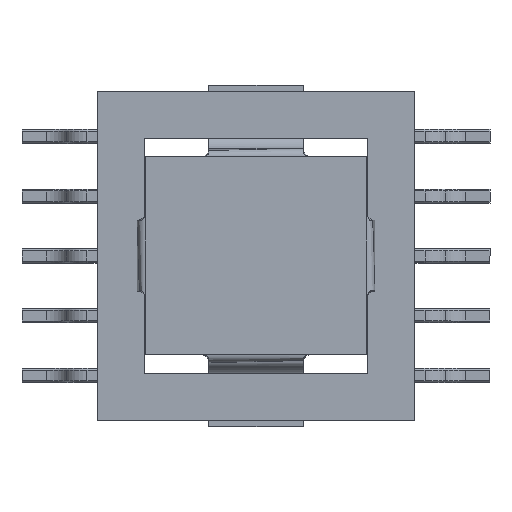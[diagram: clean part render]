
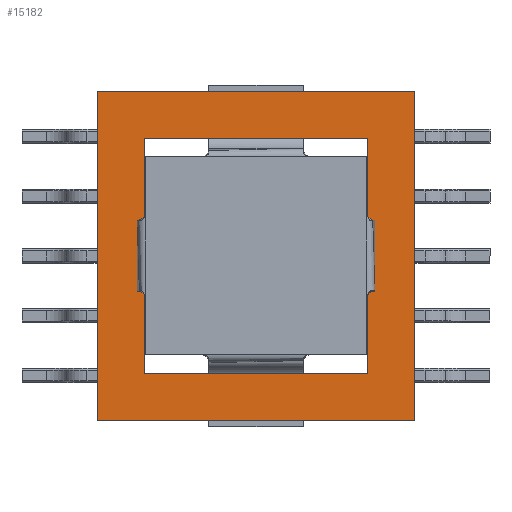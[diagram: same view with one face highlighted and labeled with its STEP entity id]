
A CAD part, top view. The second image highlights one B-rep face of the part: STEP entity #15182.
In plain terms, the highlighted planar face has unit normal (0, 0, 1).
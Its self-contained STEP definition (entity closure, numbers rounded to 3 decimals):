
#212 = CARTESIAN_POINT ( 'NONE',  ( -6.75, 7., 5. ) ) ;
#259 = ORIENTED_EDGE ( 'NONE', *, *, #3749, .T. ) ;
#401 = EDGE_CURVE ( 'NONE', #15130, #9164, #6756, .T. ) ;
#532 = VECTOR ( 'NONE', #14792, 1000. ) ;
#1142 = EDGE_CURVE ( 'NONE', #13645, #15448, #13432, .T. ) ;
#1333 = DIRECTION ( 'NONE',  ( 0., -1., 0. ) ) ;
#1465 = CARTESIAN_POINT ( 'NONE',  ( 4.75, 5., 5. ) ) ;
#1662 = CARTESIAN_POINT ( 'NONE',  ( 4.75, 0., 5. ) ) ;
#1719 = DIRECTION ( 'NONE',  ( 0., -1., 0. ) ) ;
#2302 = VERTEX_POINT ( 'NONE', #212 ) ;
#2477 = ORIENTED_EDGE ( 'NONE', *, *, #1142, .T. ) ;
#2796 = LINE ( 'NONE', #7303, #6594 ) ;
#3749 = EDGE_CURVE ( 'NONE', #13123, #9621, #4810, .T. ) ;
#4383 = LINE ( 'NONE', #1662, #12641 ) ;
#4394 = DIRECTION ( 'NONE',  ( 1., 0., 0. ) ) ;
#4533 = FACE_BOUND ( 'NONE', #13657, .T. ) ;
#4662 = ORIENTED_EDGE ( 'NONE', *, *, #9403, .T. ) ;
#4810 = LINE ( 'NONE', #6083, #5582 ) ;
#4874 = ORIENTED_EDGE ( 'NONE', *, *, #12134, .T. ) ;
#5004 = VECTOR ( 'NONE', #13512, 1000. ) ;
#5021 = CARTESIAN_POINT ( 'NONE',  ( 4.75, -5., 5. ) ) ;
#5172 = DIRECTION ( 'NONE',  ( 0., 1., 0. ) ) ;
#5344 = EDGE_CURVE ( 'NONE', #9164, #13645, #4383, .T. ) ;
#5582 = VECTOR ( 'NONE', #11975, 1000. ) ;
#5641 = CARTESIAN_POINT ( 'NONE',  ( 6.75, 7., 5. ) ) ;
#5942 = LINE ( 'NONE', #8786, #7638 ) ;
#6083 = CARTESIAN_POINT ( 'NONE',  ( 6.75, 0., 5. ) ) ;
#6146 = CARTESIAN_POINT ( 'NONE',  ( 0., -5., 5. ) ) ;
#6420 = CARTESIAN_POINT ( 'NONE',  ( 0., -7., 5. ) ) ;
#6549 = LINE ( 'NONE', #10272, #9363 ) ;
#6594 = VECTOR ( 'NONE', #1333, 1000. ) ;
#6756 = LINE ( 'NONE', #10542, #14422 ) ;
#6938 = ORIENTED_EDGE ( 'NONE', *, *, #11615, .T. ) ;
#6940 = LINE ( 'NONE', #6420, #532 ) ;
#7303 = CARTESIAN_POINT ( 'NONE',  ( -6.75, 0., 5. ) ) ;
#7638 = VECTOR ( 'NONE', #5172, 1000. ) ;
#8016 = DIRECTION ( 'NONE',  ( 0., 0., 1. ) ) ;
#8742 = VERTEX_POINT ( 'NONE', #12341 ) ;
#8786 = CARTESIAN_POINT ( 'NONE',  ( -4.75, 0., 5. ) ) ;
#8896 = CARTESIAN_POINT ( 'NONE',  ( -4.75, 5., 5. ) ) ;
#9162 = PLANE ( 'NONE',  #10654 ) ;
#9164 = VERTEX_POINT ( 'NONE', #1465 ) ;
#9363 = VECTOR ( 'NONE', #14819, 1000. ) ;
#9403 = EDGE_CURVE ( 'NONE', #2302, #8742, #2796, .T. ) ;
#9621 = VERTEX_POINT ( 'NONE', #5641 ) ;
#10272 = CARTESIAN_POINT ( 'NONE',  ( 0., 7., 5. ) ) ;
#10542 = CARTESIAN_POINT ( 'NONE',  ( 0., 5., 5. ) ) ;
#10652 = CARTESIAN_POINT ( 'NONE',  ( 0., 0., 5. ) ) ;
#10654 = AXIS2_PLACEMENT_3D ( 'NONE', #10652, #8016, #4394 ) ;
#11106 = EDGE_CURVE ( 'NONE', #8742, #13123, #6940, .T. ) ;
#11615 = EDGE_CURVE ( 'NONE', #9621, #2302, #6549, .T. ) ;
#11791 = DIRECTION ( 'NONE',  ( 1., 0., 0. ) ) ;
#11975 = DIRECTION ( 'NONE',  ( 0., 1., 0. ) ) ;
#12134 = EDGE_CURVE ( 'NONE', #15448, #15130, #5942, .T. ) ;
#12341 = CARTESIAN_POINT ( 'NONE',  ( -6.75, -7., 5. ) ) ;
#12623 = ORIENTED_EDGE ( 'NONE', *, *, #401, .T. ) ;
#12641 = VECTOR ( 'NONE', #1719, 1000. ) ;
#12731 = EDGE_LOOP ( 'NONE', ( #13507, #259, #6938, #4662 ) ) ;
#13123 = VERTEX_POINT ( 'NONE', #13200 ) ;
#13200 = CARTESIAN_POINT ( 'NONE',  ( 6.75, -7., 5. ) ) ;
#13432 = LINE ( 'NONE', #6146, #5004 ) ;
#13482 = CARTESIAN_POINT ( 'NONE',  ( -4.75, -5., 5. ) ) ;
#13507 = ORIENTED_EDGE ( 'NONE', *, *, #11106, .T. ) ;
#13512 = DIRECTION ( 'NONE',  ( -1., 0., 0. ) ) ;
#13645 = VERTEX_POINT ( 'NONE', #5021 ) ;
#13657 = EDGE_LOOP ( 'NONE', ( #4874, #12623, #14377, #2477 ) ) ;
#14377 = ORIENTED_EDGE ( 'NONE', *, *, #5344, .T. ) ;
#14422 = VECTOR ( 'NONE', #11791, 1000. ) ;
#14792 = DIRECTION ( 'NONE',  ( 1., 0., 0. ) ) ;
#14819 = DIRECTION ( 'NONE',  ( -1., 0., 0. ) ) ;
#14990 = FACE_OUTER_BOUND ( 'NONE', #12731, .T. ) ;
#15130 = VERTEX_POINT ( 'NONE', #8896 ) ;
#15182 = ADVANCED_FACE ( 'NONE', ( #4533, #14990 ), #9162, .T. ) ;
#15448 = VERTEX_POINT ( 'NONE', #13482 ) ;
